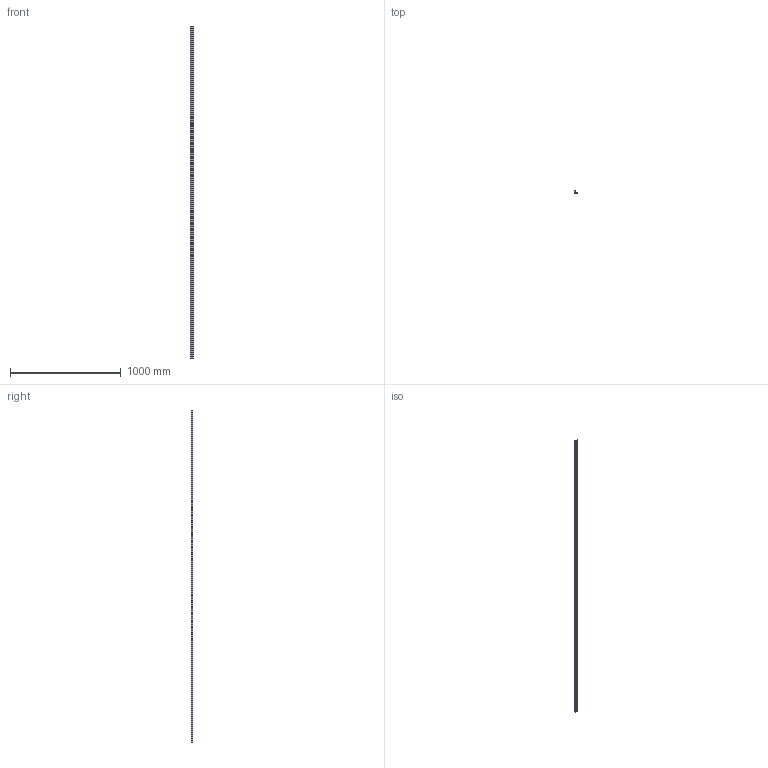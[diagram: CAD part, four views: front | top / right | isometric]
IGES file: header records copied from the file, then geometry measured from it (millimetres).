
Start section: SolidWorks IGES file using analytic representation for surfaces
Global section: file name: A05-6.IGS; native system: SolidWorks 2007; preprocessor: SolidWorks 2007; author: jean; date: 180404.083852; units: millimetre
Bounding box: 29 x 16 x 3000 mm (x, y, z)
Surface area: 354749.1 mm2 (no closed solid volume)
Topology: 0 solids, 0 shells, 30 faces, 200 edges, 200 vertices
Faces by surface type: bspline 25, revolution 5
